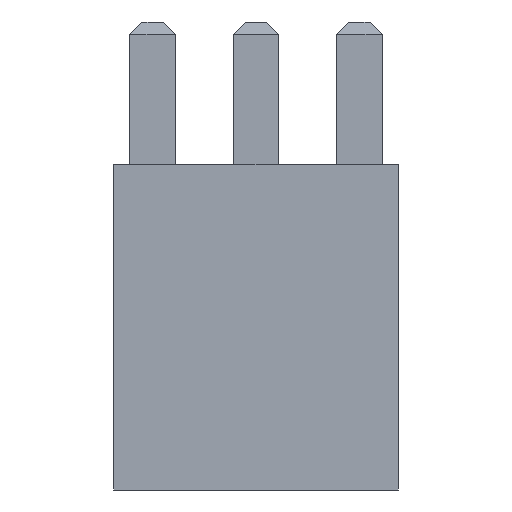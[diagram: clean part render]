
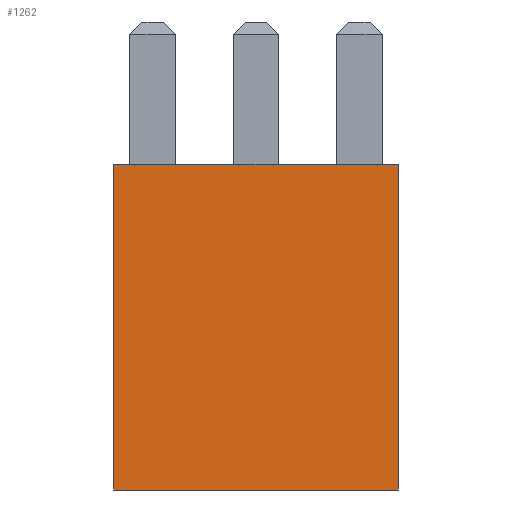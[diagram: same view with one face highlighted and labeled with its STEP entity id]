
A CAD part, left-side view. The second image highlights one B-rep face of the part: STEP entity #1262.
In plain terms, the highlighted planar face has unit normal (-1, 0, 0).
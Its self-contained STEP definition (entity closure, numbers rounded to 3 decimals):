
#20 = FACE_OUTER_BOUND ( 'NONE', #1073, .T. ) ;
#57 = PLANE ( 'NONE',  #1764 ) ;
#58 = CARTESIAN_POINT ( 'NONE',  ( -3.5, 3.5, 8. ) ) ;
#59 = DIRECTION ( 'NONE',  ( 1., 0., 0. ) ) ;
#60 = DIRECTION ( 'NONE',  ( 0., 1., 0. ) ) ;
#610 = EDGE_CURVE ( 'NONE', #1900, #1909, #2073, .T. ) ;
#710 = EDGE_CURVE ( 'NONE', #1935, #1939, #957, .T. ) ;
#711 = EDGE_CURVE ( 'NONE', #1909, #1939, #1048, .T. ) ;
#712 = EDGE_CURVE ( 'NONE', #1900, #1935, #1057, .T. ) ;
#771 = ORIENTED_EDGE ( 'NONE', *, *, #610, .F. ) ;
#793 = ORIENTED_EDGE ( 'NONE', *, *, #712, .T. ) ;
#957 = LINE ( 'NONE', #959, #1707 ) ;
#959 = CARTESIAN_POINT ( 'NONE',  ( -3.5, 3.5, 0. ) ) ;
#960 = DIRECTION ( 'NONE',  ( 0., -1., 0. ) ) ;
#961 = CARTESIAN_POINT ( 'NONE',  ( -3.5, -3.5, 8. ) ) ;
#963 = DIRECTION ( 'NONE',  ( 0., 0., -1. ) ) ;
#964 = CARTESIAN_POINT ( 'NONE',  ( -3.5, 3.5, 8. ) ) ;
#965 = DIRECTION ( 'NONE',  ( 0., 0., -1. ) ) ;
#1048 = LINE ( 'NONE', #961, #1698 ) ;
#1057 = LINE ( 'NONE', #964, #1708 ) ;
#1073 = EDGE_LOOP ( 'NONE', ( #1498, #1533, #771, #793 ) ) ;
#1262 = ADVANCED_FACE ( 'NONE', ( #20 ), #57, .F. ) ;
#1498 = ORIENTED_EDGE ( 'NONE', *, *, #710, .T. ) ;
#1533 = ORIENTED_EDGE ( 'NONE', *, *, #711, .F. ) ;
#1603 = VECTOR ( 'NONE', #2082, 1000. ) ;
#1698 = VECTOR ( 'NONE', #963, 1000. ) ;
#1707 = VECTOR ( 'NONE', #960, 1000. ) ;
#1708 = VECTOR ( 'NONE', #965, 1000. ) ;
#1764 = AXIS2_PLACEMENT_3D ( 'NONE', #58, #59, #60 ) ;
#1900 = VERTEX_POINT ( 'NONE', #2154 ) ;
#1909 = VERTEX_POINT ( 'NONE', #2160 ) ;
#1935 = VERTEX_POINT ( 'NONE', #2186 ) ;
#1939 = VERTEX_POINT ( 'NONE', #2190 ) ;
#2073 = LINE ( 'NONE', #2081, #1603 ) ;
#2081 = CARTESIAN_POINT ( 'NONE',  ( -3.5, 3.5, 8. ) ) ;
#2082 = DIRECTION ( 'NONE',  ( 0., -1., 0. ) ) ;
#2154 = CARTESIAN_POINT ( 'NONE',  ( -3.5, 3.5, 8. ) ) ;
#2160 = CARTESIAN_POINT ( 'NONE',  ( -3.5, -3.5, 8. ) ) ;
#2186 = CARTESIAN_POINT ( 'NONE',  ( -3.5, 3.5, 0. ) ) ;
#2190 = CARTESIAN_POINT ( 'NONE',  ( -3.5, -3.5, 0. ) ) ;
